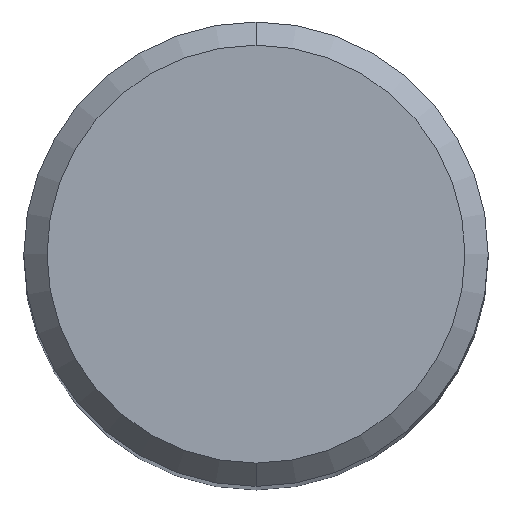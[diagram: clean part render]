
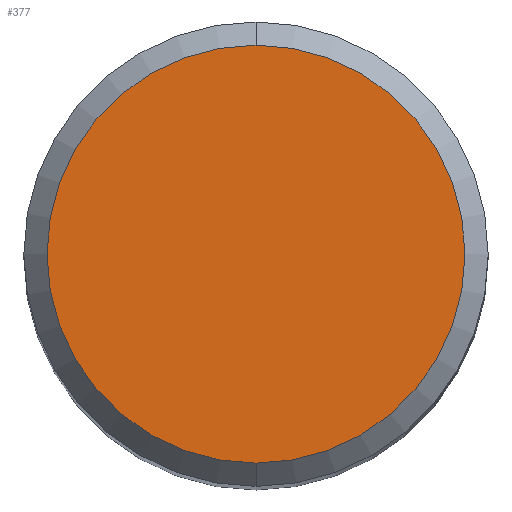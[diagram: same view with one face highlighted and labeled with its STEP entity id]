
A CAD part, top view. The second image highlights one B-rep face of the part: STEP entity #377.
In plain terms, the highlighted planar face has unit normal (0, 0, 1).
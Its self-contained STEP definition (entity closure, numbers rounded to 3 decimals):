
#347=VERTEX_POINT('',#960);
#377=ADVANCED_FACE('',(#993),#994,.T.);
#425=EDGE_CURVE('',#479,#347,#1047,.T.);
#479=VERTEX_POINT('',#1104);
#519=EDGE_CURVE('',#347,#479,#1146,.T.);
#960=CARTESIAN_POINT('',(0.0,3.6,0.0));
#993=FACE_OUTER_BOUND('',#1938,.T.);
#994=PLANE('',#1939);
#1047=CIRCLE('',#2113,3.6);
#1104=CARTESIAN_POINT('',(0.,-3.6,0.0));
#1146=CIRCLE('',#2448,3.6);
#1938=EDGE_LOOP('',(#7392,#7393));
#1939=AXIS2_PLACEMENT_3D('',#7394,#7395,#7396);
#2113=AXIS2_PLACEMENT_3D('',#7453,#7454,#7455);
#2448=AXIS2_PLACEMENT_3D('',#7535,#7536,#7537);
#7392=ORIENTED_EDGE('',*,*,#519,.F.);
#7393=ORIENTED_EDGE('',*,*,#425,.F.);
#7394=CARTESIAN_POINT('',(0.0,1.8,0.0));
#7395=DIRECTION('',(-0.0,0.0,1.0));
#7396=DIRECTION('',(0.0,-1.0,0.0));
#7453=CARTESIAN_POINT('',(0.0,0.0,0.0));
#7454=DIRECTION('',(0.0,0.0,-1.0));
#7455=DIRECTION('',(0.0,1.0,0.0));
#7535=CARTESIAN_POINT('',(0.0,0.0,0.0));
#7536=DIRECTION('',(0.0,0.0,-1.0));
#7537=DIRECTION('',(0.0,1.0,0.0));
